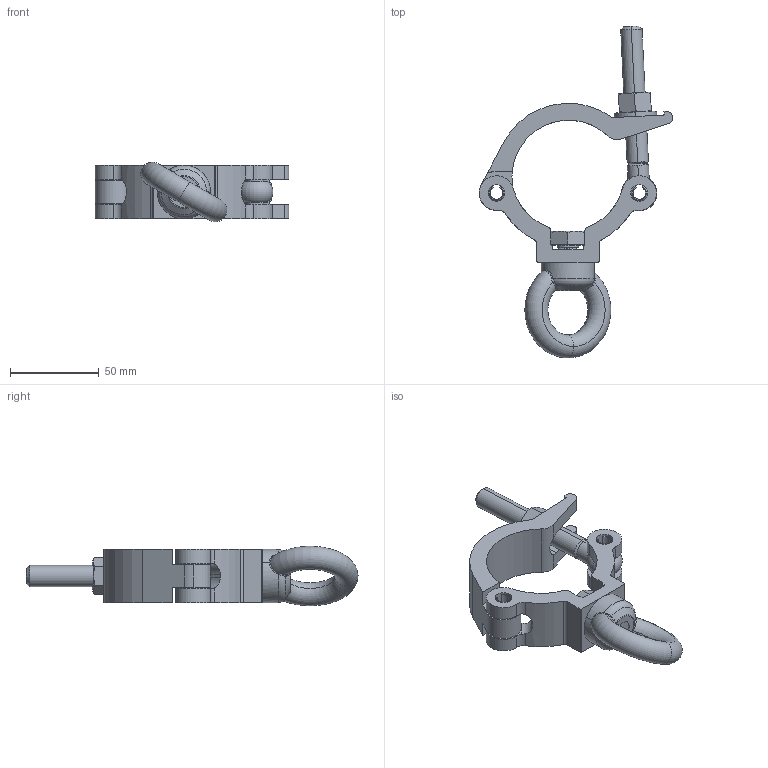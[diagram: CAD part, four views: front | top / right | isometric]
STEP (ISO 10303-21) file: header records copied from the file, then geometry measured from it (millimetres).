
FILE_DESCRIPTION (( 'STEP AP203' ), '1' );
FILE_NAME ('T57455 & T57456.STEP', '2018-08-08T08:36:40', ( '' ), ( '' ), 'SwSTEP 2.0', 'SolidWorks 2016', '' );
FILE_SCHEMA (( 'CONFIG_CONTROL_DESIGN' ));
Length unit declared in the file: millimetre
Products named in the file (12): A Washer_Bright washer BS 4320 - M12 (Form A); TH2018_TH2018 - 30MM WIDE; TH460_TH649; TH733; Hex Nut Style 1 GradeAB_Doughty Fastners_Hexagon Nut ISO - 4032 - M12 - D - S; T57455 & T57456; TH2017_TH2017 - 30MM WIDE; F791; T42300; Hex Bolt_ISO 4016 - M12 x 25 x 25-WS; T78055; TH647_TH648
Assembly tree (12 placements, depth 3):
  T57455 & T57456
    TH460_TH649
      TH2017_TH2017 - 30MM WIDE
    TH647_TH648
      TH2018_TH2018 - 30MM WIDE
    T78055
      TH733
      A Washer_Bright washer BS 4320 - M12 (Form A)
      Hex Nut Style 1 GradeAB_Doughty Fastners_Hexagon Nut ISO - 4032 - M12 - D - S
    F791  x2
    Hex Bolt_ISO 4016 - M12 x 25 x 25-WS
    T42300
Bounding box: 109.04 x 187 x 33.48 mm (x, y, z)
Volume: 107652.4 mm3; surface area: 42532.3 mm2
Topology: 9 solids, 9 shells, 366 faces, 899 edges, 551 vertices
Faces by surface type: cone 132, cylinder 130, plane 72, bspline 20, torus 12
Entity records: 12772 total; most frequent: CARTESIAN_POINT 3092, DIRECTION 1884, ORIENTED_EDGE 1722, EDGE_CURVE 861, AXIS2_PLACEMENT_3D 775, VERTEX_POINT 527, CIRCLE 427, EDGE_LOOP 372
